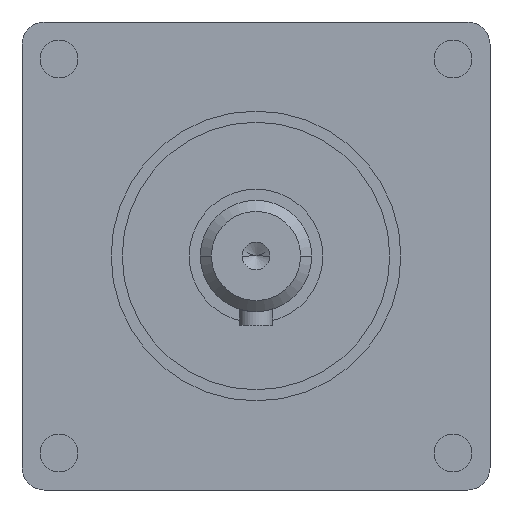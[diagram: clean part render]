
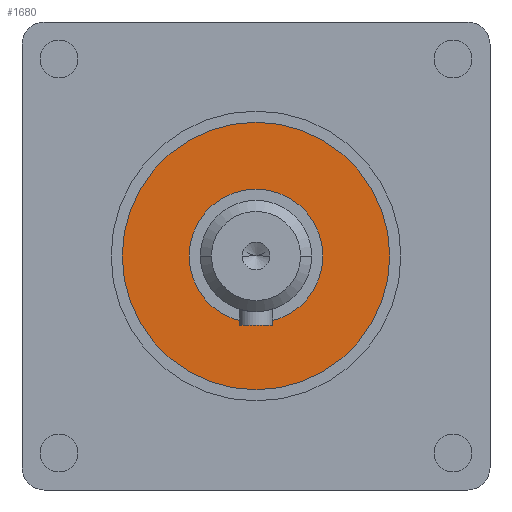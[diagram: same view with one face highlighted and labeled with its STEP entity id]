
A CAD part, left-side view. The second image highlights one B-rep face of the part: STEP entity #1680.
In plain terms, the highlighted planar face has unit normal (-1, 0, 0).
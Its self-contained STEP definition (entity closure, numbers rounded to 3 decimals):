
#1 = VERTEX_POINT ( 'NONE', #4583 ) ;
#41 = AXIS2_PLACEMENT_3D ( 'NONE', #568, #3377, #1416 ) ;
#55 = CARTESIAN_POINT ( 'NONE',  ( 53.79, 0., 0. ) ) ;
#334 = DIRECTION ( 'NONE',  ( -1., 0., 0. ) ) ;
#354 = EDGE_CURVE ( 'NONE', #1896, #2447, #2732, .T. ) ;
#360 = ORIENTED_EDGE ( 'NONE', *, *, #3126, .T. ) ;
#532 = CIRCLE ( 'NONE', #41, 12. ) ;
#568 = CARTESIAN_POINT ( 'NONE',  ( 53.79, 0., 0. ) ) ;
#737 = PLANE ( 'NONE',  #4602 ) ;
#740 = CARTESIAN_POINT ( 'NONE',  ( 53.79, -6., 0. ) ) ;
#1161 = EDGE_CURVE ( 'NONE', #1, #4842, #532, .T. ) ;
#1247 = ORIENTED_EDGE ( 'NONE', *, *, #2624, .F. ) ;
#1371 = AXIS2_PLACEMENT_3D ( 'NONE', #1447, #334, #2704 ) ;
#1416 = DIRECTION ( 'NONE',  ( 0., 1., 0. ) ) ;
#1447 = CARTESIAN_POINT ( 'NONE',  ( 53.79, 0., 0. ) ) ;
#1470 = AXIS2_PLACEMENT_3D ( 'NONE', #4458, #1690, #4869 ) ;
#1590 = FACE_OUTER_BOUND ( 'NONE', #3331, .T. ) ;
#1680 = ADVANCED_FACE ( 'NONE', ( #1590, #3970 ), #737, .F. ) ;
#1690 = DIRECTION ( 'NONE',  ( -1., 0., 0. ) ) ;
#1814 = EDGE_LOOP ( 'NONE', ( #1960, #1247 ) ) ;
#1896 = VERTEX_POINT ( 'NONE', #3700 ) ;
#1960 = ORIENTED_EDGE ( 'NONE', *, *, #354, .F. ) ;
#2002 = DIRECTION ( 'NONE',  ( 1., 0., 0. ) ) ;
#2061 = CARTESIAN_POINT ( 'NONE',  ( 53.79, 12., 0. ) ) ;
#2447 = VERTEX_POINT ( 'NONE', #740 ) ;
#2624 = EDGE_CURVE ( 'NONE', #2447, #1896, #3531, .T. ) ;
#2704 = DIRECTION ( 'NONE',  ( 0., 1., 0. ) ) ;
#2732 = CIRCLE ( 'NONE', #3151, 6. ) ;
#2747 = DIRECTION ( 'NONE',  ( 0., 0., -1. ) ) ;
#3126 = EDGE_CURVE ( 'NONE', #4842, #1, #3670, .T. ) ;
#3151 = AXIS2_PLACEMENT_3D ( 'NONE', #55, #4354, #4377 ) ;
#3164 = ORIENTED_EDGE ( 'NONE', *, *, #1161, .T. ) ;
#3331 = EDGE_LOOP ( 'NONE', ( #360, #3164 ) ) ;
#3377 = DIRECTION ( 'NONE',  ( -1., 0., 0. ) ) ;
#3531 = CIRCLE ( 'NONE', #1470, 6. ) ;
#3670 = CIRCLE ( 'NONE', #1371, 12. ) ;
#3700 = CARTESIAN_POINT ( 'NONE',  ( 53.79, 6., 0. ) ) ;
#3970 = FACE_BOUND ( 'NONE', #1814, .T. ) ;
#4354 = DIRECTION ( 'NONE',  ( -1., 0., 0. ) ) ;
#4377 = DIRECTION ( 'NONE',  ( 0., 1., 0. ) ) ;
#4458 = CARTESIAN_POINT ( 'NONE',  ( 53.79, 0., 0. ) ) ;
#4583 = CARTESIAN_POINT ( 'NONE',  ( 53.79, -12., 0. ) ) ;
#4602 = AXIS2_PLACEMENT_3D ( 'NONE', #4641, #2002, #2747 ) ;
#4641 = CARTESIAN_POINT ( 'NONE',  ( 53.79, -6., 0. ) ) ;
#4842 = VERTEX_POINT ( 'NONE', #2061 ) ;
#4869 = DIRECTION ( 'NONE',  ( 0., 1., 0. ) ) ;
